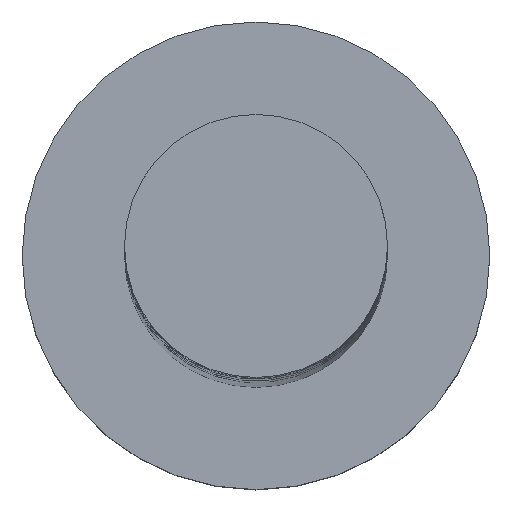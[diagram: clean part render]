
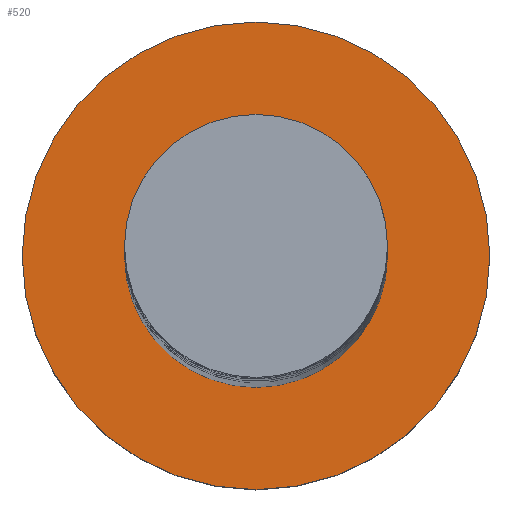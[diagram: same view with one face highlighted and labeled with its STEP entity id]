
A CAD part, top view. The second image highlights one B-rep face of the part: STEP entity #520.
In plain terms, the highlighted planar face has unit normal (0, 0, 1).
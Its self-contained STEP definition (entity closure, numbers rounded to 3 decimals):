
#5 = CIRCLE ( 'NONE', #427, 4. ) ;
#67 = ORIENTED_EDGE ( 'NONE', *, *, #1438, .T. ) ;
#69 = DIRECTION ( 'NONE',  ( 0., 0., 1. ) ) ;
#96 = AXIS2_PLACEMENT_3D ( 'NONE', #1195, #1309, #607 ) ;
#162 = EDGE_LOOP ( 'NONE', ( #67, #780 ) ) ;
#175 = CARTESIAN_POINT ( 'NONE',  ( -4., 0., 3. ) ) ;
#222 = CARTESIAN_POINT ( 'NONE',  ( -2.25, 0., 3. ) ) ;
#230 = CARTESIAN_POINT ( 'NONE',  ( 2.25, 0., 3. ) ) ;
#254 = DIRECTION ( 'NONE',  ( 1., 0., 0. ) ) ;
#257 = CARTESIAN_POINT ( 'NONE',  ( 0., 0., 3. ) ) ;
#269 = DIRECTION ( 'NONE',  ( 0., 0., 1. ) ) ;
#278 = DIRECTION ( 'NONE',  ( 1., 0., 0. ) ) ;
#321 = ORIENTED_EDGE ( 'NONE', *, *, #1221, .F. ) ;
#335 = CARTESIAN_POINT ( 'NONE',  ( 0., 0., 3. ) ) ;
#354 = EDGE_LOOP ( 'NONE', ( #321, #578 ) ) ;
#379 = PLANE ( 'NONE',  #407 ) ;
#400 = VERTEX_POINT ( 'NONE', #222 ) ;
#407 = AXIS2_PLACEMENT_3D ( 'NONE', #1306, #269, #254 ) ;
#427 = AXIS2_PLACEMENT_3D ( 'NONE', #257, #713, #1153 ) ;
#520 = ADVANCED_FACE ( 'NONE', ( #1414, #924 ), #379, .T. ) ;
#574 = CIRCLE ( 'NONE', #1427, 2.25 ) ;
#578 = ORIENTED_EDGE ( 'NONE', *, *, #743, .F. ) ;
#599 = AXIS2_PLACEMENT_3D ( 'NONE', #335, #1293, #1395 ) ;
#607 = DIRECTION ( 'NONE',  ( 1., 0., 0. ) ) ;
#614 = CARTESIAN_POINT ( 'NONE',  ( 0., 0., 3. ) ) ;
#650 = CIRCLE ( 'NONE', #96, 4. ) ;
#659 = CARTESIAN_POINT ( 'NONE',  ( 4., 0., 3. ) ) ;
#713 = DIRECTION ( 'NONE',  ( 0., 0., 1. ) ) ;
#743 = EDGE_CURVE ( 'NONE', #842, #400, #574, .T. ) ;
#749 = VERTEX_POINT ( 'NONE', #175 ) ;
#780 = ORIENTED_EDGE ( 'NONE', *, *, #1303, .T. ) ;
#842 = VERTEX_POINT ( 'NONE', #230 ) ;
#846 = CIRCLE ( 'NONE', #599, 2.25 ) ;
#924 = FACE_OUTER_BOUND ( 'NONE', #162, .T. ) ;
#1153 = DIRECTION ( 'NONE',  ( 1., 0., 0. ) ) ;
#1166 = VERTEX_POINT ( 'NONE', #659 ) ;
#1195 = CARTESIAN_POINT ( 'NONE',  ( 0., 0., 3. ) ) ;
#1221 = EDGE_CURVE ( 'NONE', #400, #842, #846, .T. ) ;
#1293 = DIRECTION ( 'NONE',  ( 0., 0., 1. ) ) ;
#1303 = EDGE_CURVE ( 'NONE', #1166, #749, #5, .T. ) ;
#1306 = CARTESIAN_POINT ( 'NONE',  ( 0., 0., 3. ) ) ;
#1309 = DIRECTION ( 'NONE',  ( 0., 0., 1. ) ) ;
#1395 = DIRECTION ( 'NONE',  ( 1., 0., 0. ) ) ;
#1414 = FACE_BOUND ( 'NONE', #354, .T. ) ;
#1427 = AXIS2_PLACEMENT_3D ( 'NONE', #614, #69, #278 ) ;
#1438 = EDGE_CURVE ( 'NONE', #749, #1166, #650, .T. ) ;
